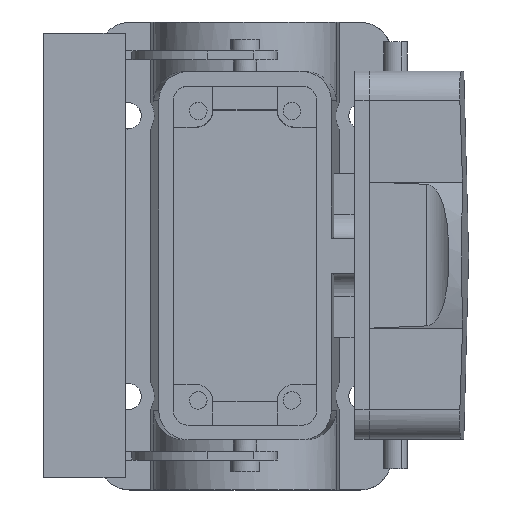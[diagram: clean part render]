
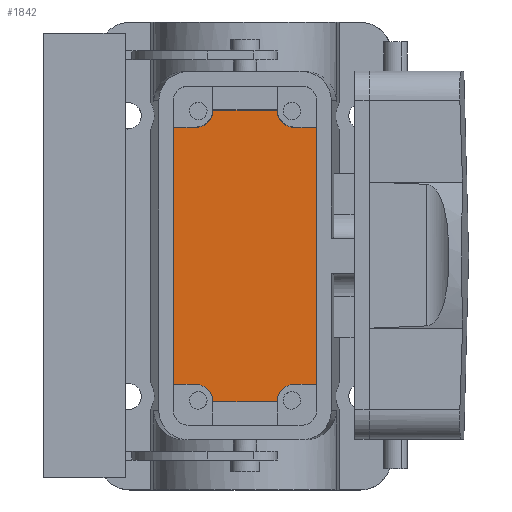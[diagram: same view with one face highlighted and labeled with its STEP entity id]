
A CAD part, top view. The second image highlights one B-rep face of the part: STEP entity #1842.
In plain terms, the highlighted planar face has unit normal (0, 0, 1).
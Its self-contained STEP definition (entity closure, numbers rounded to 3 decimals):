
#342=AXIS2_PLACEMENT_3D('Circle Axis2P3D',#340,#341,$) ;
#394=AXIS2_PLACEMENT_3D('Circle Axis2P3D',#392,#393,$) ;
#1772=AXIS2_PLACEMENT_3D('Plane Axis2P3D',#1769,#1770,#1771) ;
#1790=AXIS2_PLACEMENT_3D('Circle Axis2P3D',#1788,#1789,$) ;
#1804=AXIS2_PLACEMENT_3D('Circle Axis2P3D',#1802,#1803,$) ;
#337=CARTESIAN_POINT('Vertex',(26.,62.,4.5)) ;
#340=CARTESIAN_POINT('Axis2P3D Location',(26.,65.,4.5)) ;
#344=CARTESIAN_POINT('Vertex',(29.,65.,4.5)) ;
#368=CARTESIAN_POINT('Line Origine',(34.5,65.,4.5)) ;
#372=CARTESIAN_POINT('Vertex',(40.,65.,4.5)) ;
#392=CARTESIAN_POINT('Axis2P3D Location',(43.,65.,4.5)) ;
#396=CARTESIAN_POINT('Vertex',(43.,62.,4.5)) ;
#1754=CARTESIAN_POINT('Vertex',(22.25,62.,4.5)) ;
#1757=CARTESIAN_POINT('Line Origine',(24.125,62.,4.5)) ;
#1769=CARTESIAN_POINT('Axis2P3D Location',(34.5,40.,4.5)) ;
#1774=CARTESIAN_POINT('Line Origine',(22.25,40.,4.5)) ;
#1778=CARTESIAN_POINT('Vertex',(22.25,18.,4.5)) ;
#1781=CARTESIAN_POINT('Line Origine',(24.125,18.,4.5)) ;
#1785=CARTESIAN_POINT('Vertex',(26.,18.,4.5)) ;
#1788=CARTESIAN_POINT('Axis2P3D Location',(26.,15.,4.5)) ;
#1792=CARTESIAN_POINT('Vertex',(29.,15.,4.5)) ;
#1795=CARTESIAN_POINT('Line Origine',(34.5,15.,4.5)) ;
#1799=CARTESIAN_POINT('Vertex',(40.,15.,4.5)) ;
#1802=CARTESIAN_POINT('Axis2P3D Location',(43.,15.,4.5)) ;
#1806=CARTESIAN_POINT('Vertex',(43.,18.,4.5)) ;
#1809=CARTESIAN_POINT('Line Origine',(44.875,18.,4.5)) ;
#1813=CARTESIAN_POINT('Vertex',(46.75,18.,4.5)) ;
#1816=CARTESIAN_POINT('Line Origine',(46.75,40.,4.5)) ;
#1820=CARTESIAN_POINT('Vertex',(46.75,62.,4.5)) ;
#1823=CARTESIAN_POINT('Line Origine',(44.875,62.,4.5)) ;
#341=DIRECTION('Axis2P3D Direction',(0.,0.,-1.)) ;
#369=DIRECTION('Vector Direction',(-1.,0.,0.)) ;
#393=DIRECTION('Axis2P3D Direction',(0.,-0.,-1.)) ;
#1758=DIRECTION('Vector Direction',(-1.,0.,0.)) ;
#1770=DIRECTION('Axis2P3D Direction',(-0.,0.,1.)) ;
#1771=DIRECTION('Axis2P3D XDirection',(0.,-1.,0.)) ;
#1775=DIRECTION('Vector Direction',(0.,1.,0.)) ;
#1782=DIRECTION('Vector Direction',(-1.,0.,0.)) ;
#1789=DIRECTION('Axis2P3D Direction',(-0.,0.,1.)) ;
#1796=DIRECTION('Vector Direction',(-1.,0.,0.)) ;
#1803=DIRECTION('Axis2P3D Direction',(-0.,0.,1.)) ;
#1810=DIRECTION('Vector Direction',(1.,0.,0.)) ;
#1817=DIRECTION('Vector Direction',(0.,-1.,0.)) ;
#1824=DIRECTION('Vector Direction',(1.,0.,0.)) ;
#370=VECTOR('Line Direction',#369,1.) ;
#1759=VECTOR('Line Direction',#1758,1.) ;
#1776=VECTOR('Line Direction',#1775,1.) ;
#1783=VECTOR('Line Direction',#1782,1.) ;
#1797=VECTOR('Line Direction',#1796,1.) ;
#1811=VECTOR('Line Direction',#1810,1.) ;
#1818=VECTOR('Line Direction',#1817,1.) ;
#1825=VECTOR('Line Direction',#1824,1.) ;
#1829=ORIENTED_EDGE('',*,*,#346,.F.) ;
#1830=ORIENTED_EDGE('',*,*,#1761,.T.) ;
#1831=ORIENTED_EDGE('',*,*,#1780,.T.) ;
#1832=ORIENTED_EDGE('',*,*,#1787,.F.) ;
#1833=ORIENTED_EDGE('',*,*,#1794,.F.) ;
#1834=ORIENTED_EDGE('',*,*,#1801,.F.) ;
#1835=ORIENTED_EDGE('',*,*,#1808,.F.) ;
#1836=ORIENTED_EDGE('',*,*,#1815,.T.) ;
#1837=ORIENTED_EDGE('',*,*,#1822,.T.) ;
#1838=ORIENTED_EDGE('',*,*,#1827,.F.) ;
#1839=ORIENTED_EDGE('',*,*,#398,.F.) ;
#1840=ORIENTED_EDGE('',*,*,#374,.T.) ;
#1842=ADVANCED_FACE('Housing',(#1841),#1773,.T.) ;
#343=CIRCLE('generated circle',#342,3.) ;
#395=CIRCLE('generated circle',#394,3.) ;
#1791=CIRCLE('generated circle',#1790,3.) ;
#1805=CIRCLE('generated circle',#1804,3.) ;
#346=EDGE_CURVE('',#338,#345,#343,.F.) ;
#374=EDGE_CURVE('',#373,#345,#371,.T.) ;
#398=EDGE_CURVE('',#373,#397,#395,.F.) ;
#1761=EDGE_CURVE('',#338,#1755,#1760,.T.) ;
#1780=EDGE_CURVE('',#1755,#1779,#1777,.F.) ;
#1787=EDGE_CURVE('',#1786,#1779,#1784,.T.) ;
#1794=EDGE_CURVE('',#1793,#1786,#1791,.T.) ;
#1801=EDGE_CURVE('',#1800,#1793,#1798,.T.) ;
#1808=EDGE_CURVE('',#1807,#1800,#1805,.T.) ;
#1815=EDGE_CURVE('',#1807,#1814,#1812,.T.) ;
#1822=EDGE_CURVE('',#1814,#1821,#1819,.F.) ;
#1827=EDGE_CURVE('',#397,#1821,#1826,.T.) ;
#1828=EDGE_LOOP('',(#1829,#1830,#1831,#1832,#1833,#1834,#1835,#1836,#1837,#1838,#1839,#1840)) ;
#1841=FACE_OUTER_BOUND('',#1828,.T.) ;
#371=LINE('Line',#368,#370) ;
#1760=LINE('Line',#1757,#1759) ;
#1777=LINE('Line',#1774,#1776) ;
#1784=LINE('Line',#1781,#1783) ;
#1798=LINE('Line',#1795,#1797) ;
#1812=LINE('Line',#1809,#1811) ;
#1819=LINE('Line',#1816,#1818) ;
#1826=LINE('Line',#1823,#1825) ;
#1773=PLANE('',#1772) ;
#338=VERTEX_POINT('',#337) ;
#345=VERTEX_POINT('',#344) ;
#373=VERTEX_POINT('',#372) ;
#397=VERTEX_POINT('',#396) ;
#1755=VERTEX_POINT('',#1754) ;
#1779=VERTEX_POINT('',#1778) ;
#1786=VERTEX_POINT('',#1785) ;
#1793=VERTEX_POINT('',#1792) ;
#1800=VERTEX_POINT('',#1799) ;
#1807=VERTEX_POINT('',#1806) ;
#1814=VERTEX_POINT('',#1813) ;
#1821=VERTEX_POINT('',#1820) ;
